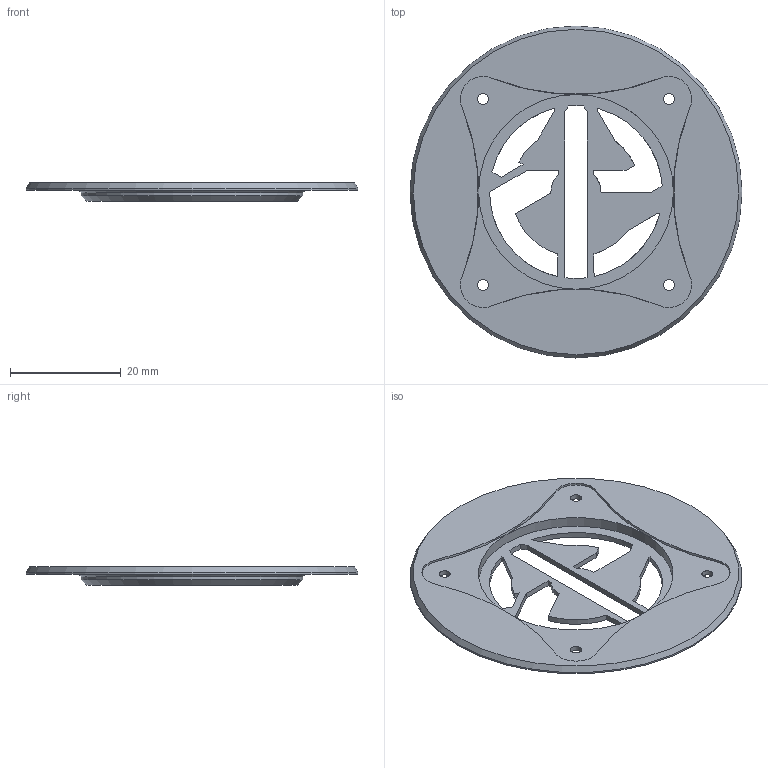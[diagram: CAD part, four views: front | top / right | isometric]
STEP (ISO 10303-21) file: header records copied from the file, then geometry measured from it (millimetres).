
FILE_DESCRIPTION(/* description */ ('STEP AP242','CAx-IF Rec.Pracs.---Representation and Presentation of Product Manufacturing Information (PMI)---4.0---2014-10-13','CAx-IF Rec.Pracs.---3D Tessellated Geometry---0.4---2014-09-14','2;1'),/* implementation_level */ '2;1');
FILE_NAME(/* name */ '659fa68dab4d6a061adaff7d',/* time_stamp */ '2024-01-11T08:27:58Z',/* author */ (''),/* organization */ (''),/* preprocessor_version */ 'ST-DEVELOPER v19.4',/* originating_system */ ' ',/* authorisation */ ' ');
FILE_SCHEMA (('AP242_MANAGED_MODEL_BASED_3D_ENGINEERING_MIM_LF { 1 0 10303 442 1 1 4 }'));
Length unit declared in the file: metre
Products named in the file (1): Bottom Logo
Bounding box: 60 x 60 x 3.3 mm (x, y, z)
Volume: 3206.2 mm3; surface area: 5609.4 mm2
Topology: 1 solids, 1 shells, 61 faces, 165 edges, 108 vertices
Faces by surface type: plane 26, bspline 17, cylinder 15, cone 3
Full cylindrical faces by diameter (mm): 2 x4, 35.2 x1, 40 x1, 60 x1
Entity records: 2866 total; most frequent: CARTESIAN_POINT 1407, ORIENTED_EDGE 306, DIRECTION 248, EDGE_CURVE 153, VERTEX_POINT 106, EDGE_LOOP 91, FACE_BOUND 91, AXIS2_PLACEMENT_3D 85
